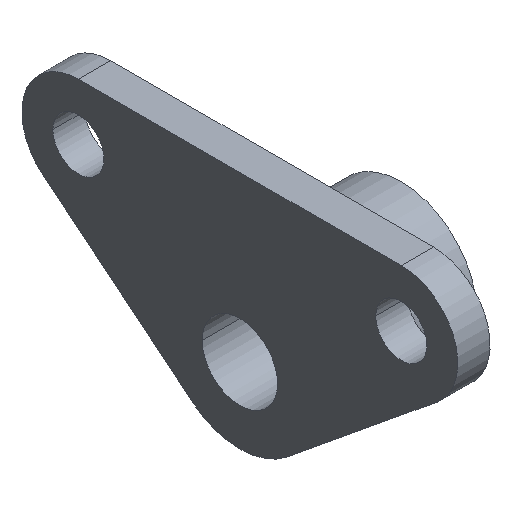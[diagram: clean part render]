
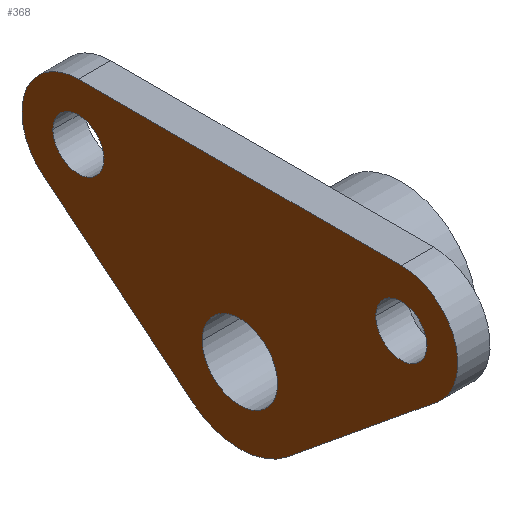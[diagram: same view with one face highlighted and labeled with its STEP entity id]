
A CAD part, isometric view. The second image highlights one B-rep face of the part: STEP entity #368.
In plain terms, the highlighted planar face has unit normal (-1, 0, 0).
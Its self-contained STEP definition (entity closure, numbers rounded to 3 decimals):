
#103=CARTESIAN_POINT('Vertex',(0.,-30.,30.5)) ;
#108=CARTESIAN_POINT('Axis2P3D Location',(0.,-30.,20.)) ;
#112=CARTESIAN_POINT('Vertex',(0.,-36.645,11.87)) ;
#143=CARTESIAN_POINT('Vertex',(0.,36.645,11.87)) ;
#148=CARTESIAN_POINT('Axis2P3D Location',(0.,30.,20.)) ;
#152=CARTESIAN_POINT('Vertex',(0.,30.,30.5)) ;
#179=CARTESIAN_POINT('Line Origine',(0.,0.,30.5)) ;
#214=CARTESIAN_POINT('Vertex',(0.,34.75,20.)) ;
#217=CARTESIAN_POINT('Axis2P3D Location',(0.,30.,20.)) ;
#221=CARTESIAN_POINT('Vertex',(0.,25.25,20.)) ;
#241=CARTESIAN_POINT('Axis2P3D Location',(0.,30.,20.)) ;
#271=CARTESIAN_POINT('Vertex',(0.,-34.75,20.)) ;
#274=CARTESIAN_POINT('Axis2P3D Location',(0.,-30.,20.)) ;
#278=CARTESIAN_POINT('Vertex',(0.,-25.25,20.)) ;
#298=CARTESIAN_POINT('Axis2P3D Location',(0.,-30.,20.)) ;
#310=CARTESIAN_POINT('Axis2P3D Location',(0.,0.,0.)) ;
#315=CARTESIAN_POINT('Line Origine',(0.,-22.752,0.515)) ;
#319=CARTESIAN_POINT('Vertex',(0.,-8.86,-10.84)) ;
#322=CARTESIAN_POINT('Line Origine',(0.,22.752,0.515)) ;
#326=CARTESIAN_POINT('Vertex',(0.,8.86,-10.84)) ;
#329=CARTESIAN_POINT('Axis2P3D Location',(0.,0.,0.)) ;
#350=CARTESIAN_POINT('Axis2P3D Location',(0.,0.,0.)) ;
#354=CARTESIAN_POINT('Vertex',(0.,7.,0.)) ;
#356=CARTESIAN_POINT('Vertex',(0.,-7.,0.)) ;
#359=CARTESIAN_POINT('Axis2P3D Location',(0.,0.,0.)) ;
#109=DIRECTION('Axis2P3D Direction',(1.,0.,0.)) ;
#149=DIRECTION('Axis2P3D Direction',(1.,0.,0.)) ;
#180=DIRECTION('Vector Direction',(0.,-1.,0.)) ;
#218=DIRECTION('Axis2P3D Direction',(1.,0.,0.)) ;
#242=DIRECTION('Axis2P3D Direction',(1.,0.,0.)) ;
#275=DIRECTION('Axis2P3D Direction',(1.,0.,0.)) ;
#299=DIRECTION('Axis2P3D Direction',(1.,0.,0.)) ;
#311=DIRECTION('Axis2P3D Direction',(1.,0.,0.)) ;
#312=DIRECTION('Axis2P3D XDirection',(0.,1.,0.)) ;
#316=DIRECTION('Vector Direction',(0.,0.774,-0.633)) ;
#323=DIRECTION('Vector Direction',(0.,-0.774,-0.633)) ;
#330=DIRECTION('Axis2P3D Direction',(1.,0.,0.)) ;
#351=DIRECTION('Axis2P3D Direction',(1.,0.,0.)) ;
#360=DIRECTION('Axis2P3D Direction',(1.,0.,0.)) ;
#110=AXIS2_PLACEMENT_3D('Circle Axis2P3D',#108,#109,$) ;
#150=AXIS2_PLACEMENT_3D('Circle Axis2P3D',#148,#149,$) ;
#219=AXIS2_PLACEMENT_3D('Circle Axis2P3D',#217,#218,$) ;
#243=AXIS2_PLACEMENT_3D('Circle Axis2P3D',#241,#242,$) ;
#276=AXIS2_PLACEMENT_3D('Circle Axis2P3D',#274,#275,$) ;
#300=AXIS2_PLACEMENT_3D('Circle Axis2P3D',#298,#299,$) ;
#313=AXIS2_PLACEMENT_3D('Plane Axis2P3D',#310,#311,#312) ;
#331=AXIS2_PLACEMENT_3D('Circle Axis2P3D',#329,#330,$) ;
#352=AXIS2_PLACEMENT_3D('Circle Axis2P3D',#350,#351,$) ;
#361=AXIS2_PLACEMENT_3D('Circle Axis2P3D',#359,#360,$) ;
#335=ORIENTED_EDGE('',*,*,#321,.F.) ;
#336=ORIENTED_EDGE('',*,*,#114,.F.) ;
#337=ORIENTED_EDGE('',*,*,#183,.F.) ;
#338=ORIENTED_EDGE('',*,*,#154,.F.) ;
#339=ORIENTED_EDGE('',*,*,#328,.F.) ;
#340=ORIENTED_EDGE('',*,*,#333,.F.) ;
#343=ORIENTED_EDGE('',*,*,#245,.T.) ;
#344=ORIENTED_EDGE('',*,*,#223,.T.) ;
#347=ORIENTED_EDGE('',*,*,#302,.T.) ;
#348=ORIENTED_EDGE('',*,*,#280,.T.) ;
#365=ORIENTED_EDGE('',*,*,#358,.T.) ;
#366=ORIENTED_EDGE('',*,*,#363,.T.) ;
#345=FACE_BOUND('',#342,.T.) ;
#349=FACE_BOUND('',#346,.T.) ;
#367=FACE_BOUND('',#364,.T.) ;
#181=VECTOR('Line Direction',#180,1.) ;
#317=VECTOR('Line Direction',#316,1.) ;
#324=VECTOR('Line Direction',#323,1.) ;
#368=ADVANCED_FACE('Corps principal',(#341,#345,#349,#367),#314,.F.) ;
#111=CIRCLE('generated circle',#110,10.5) ;
#151=CIRCLE('generated circle',#150,10.5) ;
#220=CIRCLE('generated circle',#219,4.75) ;
#244=CIRCLE('generated circle',#243,4.75) ;
#277=CIRCLE('generated circle',#276,4.75) ;
#301=CIRCLE('generated circle',#300,4.75) ;
#332=CIRCLE('generated circle',#331,14.) ;
#353=CIRCLE('generated circle',#352,7.) ;
#362=CIRCLE('generated circle',#361,7.) ;
#114=EDGE_CURVE('',#104,#113,#111,.T.) ;
#154=EDGE_CURVE('',#144,#153,#151,.T.) ;
#183=EDGE_CURVE('',#153,#104,#182,.T.) ;
#223=EDGE_CURVE('',#222,#215,#220,.T.) ;
#245=EDGE_CURVE('',#215,#222,#244,.T.) ;
#280=EDGE_CURVE('',#279,#272,#277,.T.) ;
#302=EDGE_CURVE('',#272,#279,#301,.T.) ;
#321=EDGE_CURVE('',#113,#320,#318,.T.) ;
#328=EDGE_CURVE('',#327,#144,#325,.F.) ;
#333=EDGE_CURVE('',#320,#327,#332,.T.) ;
#358=EDGE_CURVE('',#355,#357,#353,.T.) ;
#363=EDGE_CURVE('',#357,#355,#362,.T.) ;
#334=EDGE_LOOP('',(#335,#336,#337,#338,#339,#340)) ;
#342=EDGE_LOOP('',(#343,#344)) ;
#346=EDGE_LOOP('',(#347,#348)) ;
#364=EDGE_LOOP('',(#365,#366)) ;
#341=FACE_OUTER_BOUND('',#334,.T.) ;
#182=LINE('Line',#179,#181) ;
#318=LINE('Line',#315,#317) ;
#325=LINE('Line',#322,#324) ;
#314=PLANE('Plane',#313) ;
#104=VERTEX_POINT('',#103) ;
#113=VERTEX_POINT('',#112) ;
#144=VERTEX_POINT('',#143) ;
#153=VERTEX_POINT('',#152) ;
#215=VERTEX_POINT('',#214) ;
#222=VERTEX_POINT('',#221) ;
#272=VERTEX_POINT('',#271) ;
#279=VERTEX_POINT('',#278) ;
#320=VERTEX_POINT('',#319) ;
#327=VERTEX_POINT('',#326) ;
#355=VERTEX_POINT('',#354) ;
#357=VERTEX_POINT('',#356) ;
